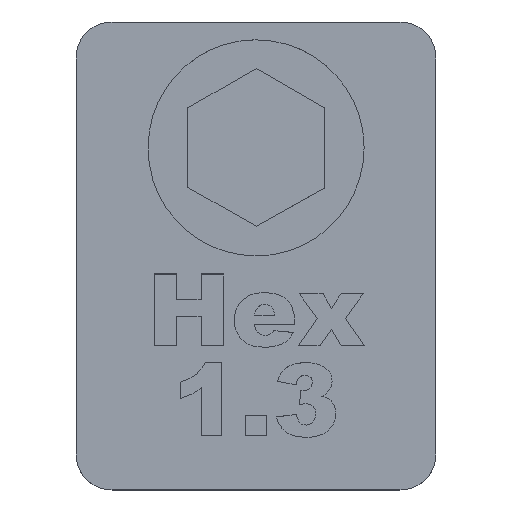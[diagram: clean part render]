
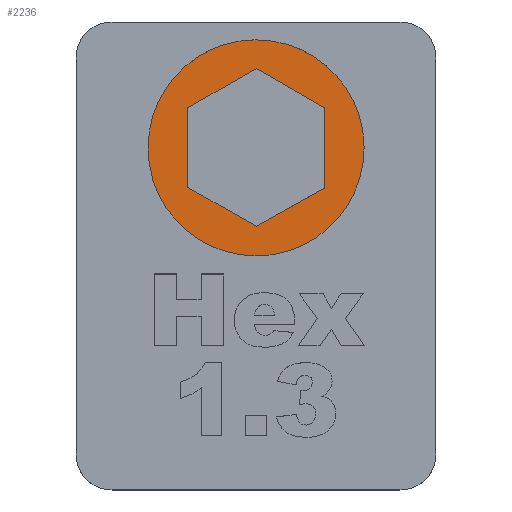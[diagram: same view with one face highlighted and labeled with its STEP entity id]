
A CAD part, top view. The second image highlights one B-rep face of the part: STEP entity #2236.
In plain terms, the highlighted planar face has unit normal (0, 0, 1).
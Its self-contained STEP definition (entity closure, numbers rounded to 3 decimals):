
#27=(
BOUNDED_CURVE()
B_SPLINE_CURVE(3,(#4196,#4197,#4198,#4199),.UNSPECIFIED.,.F.,.F.)
B_SPLINE_CURVE_WITH_KNOTS((4,4),(0.,1.),.UNSPECIFIED.)
CURVE()
GEOMETRIC_REPRESENTATION_ITEM()
RATIONAL_B_SPLINE_CURVE((1.,1.,1.,1.))
REPRESENTATION_ITEM('')
);
#28=(
BOUNDED_CURVE()
B_SPLINE_CURVE(3,(#4211,#4212,#4213,#4214),.UNSPECIFIED.,.F.,.F.)
B_SPLINE_CURVE_WITH_KNOTS((4,4),(0.,1.),.UNSPECIFIED.)
CURVE()
GEOMETRIC_REPRESENTATION_ITEM()
RATIONAL_B_SPLINE_CURVE((1.,1.,1.,1.))
REPRESENTATION_ITEM('')
);
#29=(
BOUNDED_CURVE()
B_SPLINE_CURVE(3,(#4225,#4226,#4227,#4228),.UNSPECIFIED.,.F.,.F.)
B_SPLINE_CURVE_WITH_KNOTS((4,4),(0.,1.),.UNSPECIFIED.)
CURVE()
GEOMETRIC_REPRESENTATION_ITEM()
RATIONAL_B_SPLINE_CURVE((1.,1.,1.,1.))
REPRESENTATION_ITEM('')
);
#30=(
BOUNDED_CURVE()
B_SPLINE_CURVE(3,(#4237,#4238,#4239,#4240),.UNSPECIFIED.,.F.,.F.)
B_SPLINE_CURVE_WITH_KNOTS((4,4),(0.,1.),.UNSPECIFIED.)
CURVE()
GEOMETRIC_REPRESENTATION_ITEM()
RATIONAL_B_SPLINE_CURVE((1.,1.,1.,1.))
REPRESENTATION_ITEM('')
);
#47=FACE_BOUND('',#346,.T.);
#101=PLANE('',#2319);
#217=FACE_OUTER_BOUND('',#345,.T.);
#345=EDGE_LOOP('',(#2016,#2017,#2018,#2019));
#346=EDGE_LOOP('',(#2020,#2021,#2022,#2023,#2024,#2025));
#535=LINE('',#4156,#744);
#539=LINE('',#4163,#748);
#542=LINE('',#4169,#751);
#545=LINE('',#4175,#754);
#548=LINE('',#4181,#757);
#550=LINE('',#4184,#759);
#744=VECTOR('',#2618,10.);
#748=VECTOR('',#2624,10.);
#751=VECTOR('',#2629,10.);
#754=VECTOR('',#2634,10.);
#757=VECTOR('',#2639,10.);
#759=VECTOR('',#2643,10.);
#1074=VERTEX_POINT('',#4153);
#1075=VERTEX_POINT('',#4155);
#1077=VERTEX_POINT('',#4161);
#1079=VERTEX_POINT('',#4167);
#1081=VERTEX_POINT('',#4173);
#1083=VERTEX_POINT('',#4179);
#1084=VERTEX_POINT('',#4193);
#1085=VERTEX_POINT('',#4195);
#1086=VERTEX_POINT('',#4209);
#1087=VERTEX_POINT('',#4223);
#1383=EDGE_CURVE('',#1074,#1075,#535,.T.);
#1387=EDGE_CURVE('',#1077,#1074,#539,.T.);
#1390=EDGE_CURVE('',#1079,#1077,#542,.T.);
#1393=EDGE_CURVE('',#1081,#1079,#545,.T.);
#1396=EDGE_CURVE('',#1083,#1081,#548,.T.);
#1398=EDGE_CURVE('',#1075,#1083,#550,.T.);
#1400=EDGE_CURVE('',#1084,#1085,#27,.T.);
#1403=EDGE_CURVE('',#1086,#1084,#28,.T.);
#1405=EDGE_CURVE('',#1087,#1086,#29,.T.);
#1406=EDGE_CURVE('',#1085,#1087,#30,.T.);
#2016=ORIENTED_EDGE('',*,*,#1406,.F.);
#2017=ORIENTED_EDGE('',*,*,#1400,.F.);
#2018=ORIENTED_EDGE('',*,*,#1403,.F.);
#2019=ORIENTED_EDGE('',*,*,#1405,.F.);
#2020=ORIENTED_EDGE('',*,*,#1398,.F.);
#2021=ORIENTED_EDGE('',*,*,#1383,.F.);
#2022=ORIENTED_EDGE('',*,*,#1387,.F.);
#2023=ORIENTED_EDGE('',*,*,#1390,.F.);
#2024=ORIENTED_EDGE('',*,*,#1393,.F.);
#2025=ORIENTED_EDGE('',*,*,#1396,.F.);
#2236=ADVANCED_FACE('',(#217,#47),#101,.T.);
#2319=AXIS2_PLACEMENT_3D('',#4241,#2648,#2649);
#2618=DIRECTION('',(0.,1.,0.));
#2624=DIRECTION('',(0.872,0.489,0.));
#2629=DIRECTION('',(0.87,-0.494,0.));
#2634=DIRECTION('',(0.,-1.,0.));
#2639=DIRECTION('',(-0.866,-0.5,0.));
#2643=DIRECTION('',(-0.865,0.502,0.));
#2648=DIRECTION('center_axis',(0.,0.,1.));
#2649=DIRECTION('ref_axis',(-1.,0.,0.));
#4153=CARTESIAN_POINT('',(43.796,-38.39,-0.6));
#4155=CARTESIAN_POINT('',(43.796,-33.941,-0.6));
#4156=CARTESIAN_POINT('',(43.796,-38.39,-0.6));
#4161=CARTESIAN_POINT('',(40.013,-40.513,-0.6));
#4163=CARTESIAN_POINT('',(40.013,-40.513,-0.6));
#4167=CARTESIAN_POINT('',(36.214,-38.356,-0.6));
#4169=CARTESIAN_POINT('',(36.214,-38.356,-0.6));
#4173=CARTESIAN_POINT('',(36.214,-33.941,-0.6));
#4175=CARTESIAN_POINT('',(36.214,-33.941,-0.6));
#4179=CARTESIAN_POINT('',(40.013,-31.747,-0.6));
#4181=CARTESIAN_POINT('',(40.013,-31.747,-0.6));
#4184=CARTESIAN_POINT('',(43.796,-33.941,-0.6));
#4193=CARTESIAN_POINT('',(40.005,-42.16,-0.6));
#4195=CARTESIAN_POINT('',(34.005,-36.159,-0.6));
#4196=CARTESIAN_POINT('Ctrl Pts',(40.005,-42.16,-0.6));
#4197=CARTESIAN_POINT('Ctrl Pts',(36.691,-42.16,-0.6));
#4198=CARTESIAN_POINT('Ctrl Pts',(34.005,-39.473,-0.6));
#4199=CARTESIAN_POINT('Ctrl Pts',(34.005,-36.159,-0.6));
#4209=CARTESIAN_POINT('',(46.005,-36.159,-0.6));
#4211=CARTESIAN_POINT('Ctrl Pts',(46.005,-36.159,-0.6));
#4212=CARTESIAN_POINT('Ctrl Pts',(46.005,-39.473,-0.6));
#4213=CARTESIAN_POINT('Ctrl Pts',(43.319,-42.16,-0.6));
#4214=CARTESIAN_POINT('Ctrl Pts',(40.005,-42.16,-0.6));
#4223=CARTESIAN_POINT('',(40.005,-30.159,-0.6));
#4225=CARTESIAN_POINT('Ctrl Pts',(40.005,-30.159,-0.6));
#4226=CARTESIAN_POINT('Ctrl Pts',(43.319,-30.159,-0.6));
#4227=CARTESIAN_POINT('Ctrl Pts',(46.005,-32.845,-0.6));
#4228=CARTESIAN_POINT('Ctrl Pts',(46.005,-36.159,-0.6));
#4237=CARTESIAN_POINT('Ctrl Pts',(34.005,-36.159,-0.6));
#4238=CARTESIAN_POINT('Ctrl Pts',(34.005,-32.845,-0.6));
#4239=CARTESIAN_POINT('Ctrl Pts',(36.691,-30.159,-0.6));
#4240=CARTESIAN_POINT('Ctrl Pts',(40.005,-30.159,-0.6));
#4241=CARTESIAN_POINT('Origin',(40.005,-36.159,-0.6));
